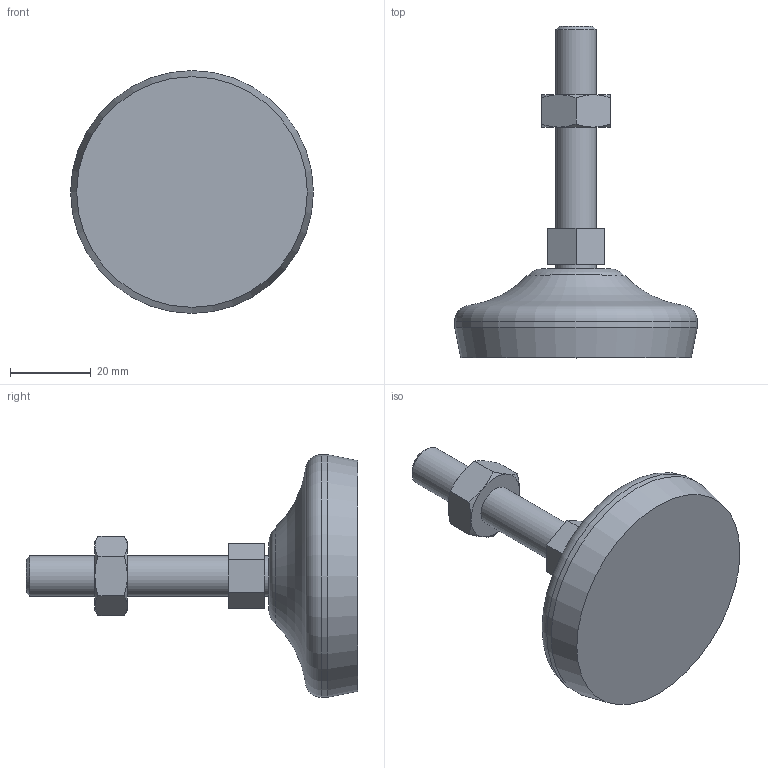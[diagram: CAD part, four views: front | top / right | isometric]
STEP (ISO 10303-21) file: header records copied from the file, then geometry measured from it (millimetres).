
FILE_DESCRIPTION( ( 'STEP AP214' ), '1' );
FILE_NAME( 'K0739.1106010X500.stp', '2020-12-09T14:56:38', ( '' ), ( '' ), ' ', 'PARTsolutions', ' ' );
FILE_SCHEMA( ( 'AUTOMOTIVE_DESIGN { 1 0 10303 214 1 1 1 1 }' ) );
Length unit declared in the file: millimetre
Products named in the file (1): _K0739.1106010X500
Bounding box: 60 x 82 x 60 mm (x, y, z)
Volume: 49660.9 mm3; surface area: 10474.9 mm2
Topology: 1 solids, 1 shells, 40 faces, 82 edges, 49 vertices
Faces by surface type: plane 19, cone 14, cylinder 4, torus 3
Full cylindrical faces by diameter (mm): 10 x3, 60 x1
Entity records: 1414 total; most frequent: CARTESIAN_POINT 299, DIRECTION 156, ORIENTED_EDGE 146, EDGE_CURVE 73, AXIS2_PLACEMENT_3D 66, EDGE_LOOP 54, VERTEX_POINT 49, FACE_OUTER_BOUND 47
